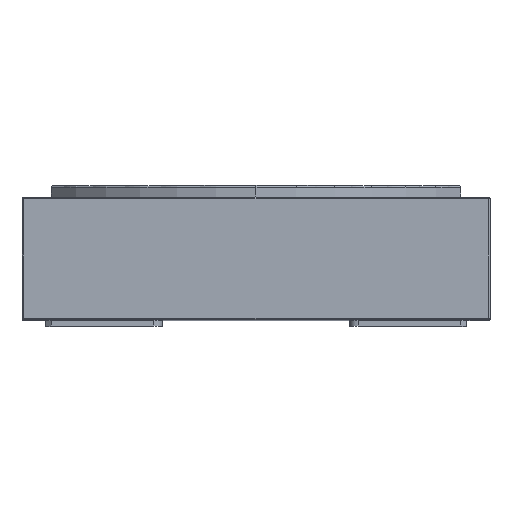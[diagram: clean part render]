
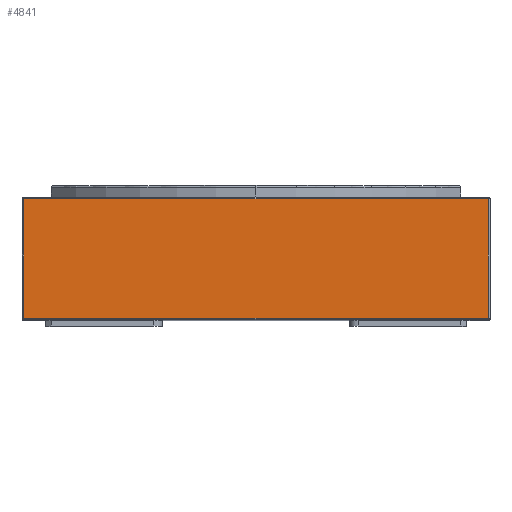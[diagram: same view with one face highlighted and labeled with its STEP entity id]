
A CAD part, top view. The second image highlights one B-rep face of the part: STEP entity #4841.
In plain terms, the highlighted planar face has unit normal (0, 0, 1).
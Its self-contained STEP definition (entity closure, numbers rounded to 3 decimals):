
#167 = VERTEX_POINT ( 'NONE', #4032 ) ;
#183 = VECTOR ( 'NONE', #1246, 1000. ) ;
#475 = AXIS2_PLACEMENT_3D ( 'NONE', #3426, #4350, #1715 ) ;
#567 = VERTEX_POINT ( 'NONE', #3475 ) ;
#617 = ORIENTED_EDGE ( 'NONE', *, *, #1153, .T. ) ;
#671 = CARTESIAN_POINT ( 'NONE',  ( 1.985, 1.1, 2.5 ) ) ;
#681 = CARTESIAN_POINT ( 'NONE',  ( -1.985, 1.085, 2.5 ) ) ;
#716 = CARTESIAN_POINT ( 'NONE',  ( -2., 1.085, 2.5 ) ) ;
#1118 = CARTESIAN_POINT ( 'NONE',  ( -1.985, 1.1, 2.5 ) ) ;
#1153 = EDGE_CURVE ( 'NONE', #3144, #567, #2732, .T. ) ;
#1165 = VECTOR ( 'NONE', #2024, 1000. ) ;
#1246 = DIRECTION ( 'NONE',  ( 1., 0., 0. ) ) ;
#1631 = LINE ( 'NONE', #671, #5542 ) ;
#1647 = ORIENTED_EDGE ( 'NONE', *, *, #4037, .T. ) ;
#1715 = DIRECTION ( 'NONE',  ( -1., 0., 0. ) ) ;
#1740 = EDGE_CURVE ( 'NONE', #567, #167, #1631, .T. ) ;
#1870 = EDGE_LOOP ( 'NONE', ( #617, #4555, #1647, #1897 ) ) ;
#1897 = ORIENTED_EDGE ( 'NONE', *, *, #3898, .T. ) ;
#2024 = DIRECTION ( 'NONE',  ( 0., -1., 0. ) ) ;
#2453 = DIRECTION ( 'NONE',  ( 0., 1., 0. ) ) ;
#2732 = LINE ( 'NONE', #5085, #183 ) ;
#3144 = VERTEX_POINT ( 'NONE', #4561 ) ;
#3426 = CARTESIAN_POINT ( 'NONE',  ( -2., 1.1, 2.5 ) ) ;
#3475 = CARTESIAN_POINT ( 'NONE',  ( 1.985, 0.065, 2.5 ) ) ;
#3798 = DIRECTION ( 'NONE',  ( -1., 0., 0. ) ) ;
#3884 = FACE_OUTER_BOUND ( 'NONE', #1870, .T. ) ;
#3898 = EDGE_CURVE ( 'NONE', #4385, #3144, #5552, .T. ) ;
#3966 = LINE ( 'NONE', #716, #4729 ) ;
#4032 = CARTESIAN_POINT ( 'NONE',  ( 1.985, 1.085, 2.5 ) ) ;
#4037 = EDGE_CURVE ( 'NONE', #167, #4385, #3966, .T. ) ;
#4331 = PLANE ( 'NONE',  #475 ) ;
#4350 = DIRECTION ( 'NONE',  ( 0., 0., -1. ) ) ;
#4385 = VERTEX_POINT ( 'NONE', #681 ) ;
#4555 = ORIENTED_EDGE ( 'NONE', *, *, #1740, .T. ) ;
#4561 = CARTESIAN_POINT ( 'NONE',  ( -1.985, 0.065, 2.5 ) ) ;
#4729 = VECTOR ( 'NONE', #3798, 1000. ) ;
#4841 = ADVANCED_FACE ( 'NONE', ( #3884 ), #4331, .F. ) ;
#5085 = CARTESIAN_POINT ( 'NONE',  ( -2., 0.065, 2.5 ) ) ;
#5542 = VECTOR ( 'NONE', #2453, 1000. ) ;
#5552 = LINE ( 'NONE', #1118, #1165 ) ;
